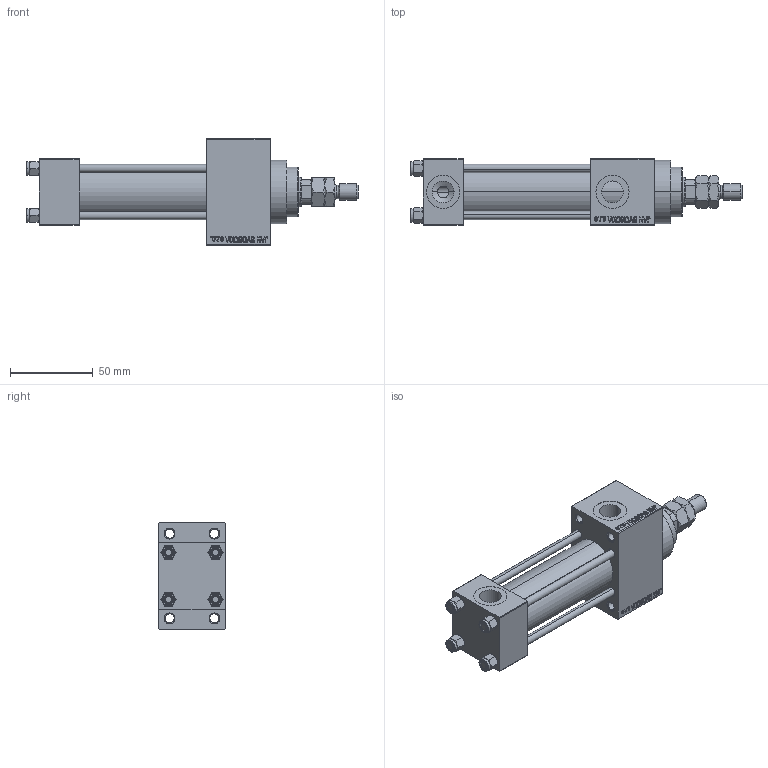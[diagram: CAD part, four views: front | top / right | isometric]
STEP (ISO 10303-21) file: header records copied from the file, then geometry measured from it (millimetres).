
FILE_DESCRIPTION (( 'STEP AP203' ), '1' );
FILE_NAME ('9ccd.STEP', '2022-04-15T08:20:06', ( '' ), ( '' ), 'SwSTEP 2.0', 'SolidWorks 2019', '' );
FILE_SCHEMA (( 'CONFIG_CONTROL_DESIGN' ));
Length unit declared in the file: millimetre
Products named in the file (7): 9ccd; V215CR_VCP_D 2c68a5a1ca442a3f66941a0ef512f152; V215_VC_A 2c68a5a1ca442a3f66941a0ef512f152; V215CR_D_TYCINKA 2c68a5a1ca442a3f66941a0ef512f152; V215CR_D_Body 2c68a5a1ca442a3f66941a0ef512f152; MTA 2c68a5a1ca442a3f66941a0ef512f152; NUT_M5_D 2c68a5a1ca442a3f66941a0ef512f152
Assembly tree (12 placements, depth 2):
  9ccd
    V215CR_D_Body 2c68a5a1ca442a3f66941a0ef512f152
    V215CR_VCP_D 2c68a5a1ca442a3f66941a0ef512f152
    NUT_M5_D 2c68a5a1ca442a3f66941a0ef512f152  x4
    V215CR_D_TYCINKA 2c68a5a1ca442a3f66941a0ef512f152  x4
    V215_VC_A 2c68a5a1ca442a3f66941a0ef512f152
    MTA 2c68a5a1ca442a3f66941a0ef512f152
Bounding box: 200 x 40 x 64 mm (x, y, z)
Volume: 201515.6 mm3; surface area: 75226.9 mm2
Topology: 12 solids, 12 shells, 1150 faces, 2844 edges, 1829 vertices
Faces by surface type: plane 510, bspline 368, cone 172, cylinder 90, torus 10
Entity records: 48673 total; most frequent: CARTESIAN_POINT 25551, ORIENTED_EDGE 5180, DIRECTION 3362, EDGE_CURVE 2590, VERTEX_POINT 1685, LINE 1522, VECTOR 1522, EDGE_LOOP 1161
